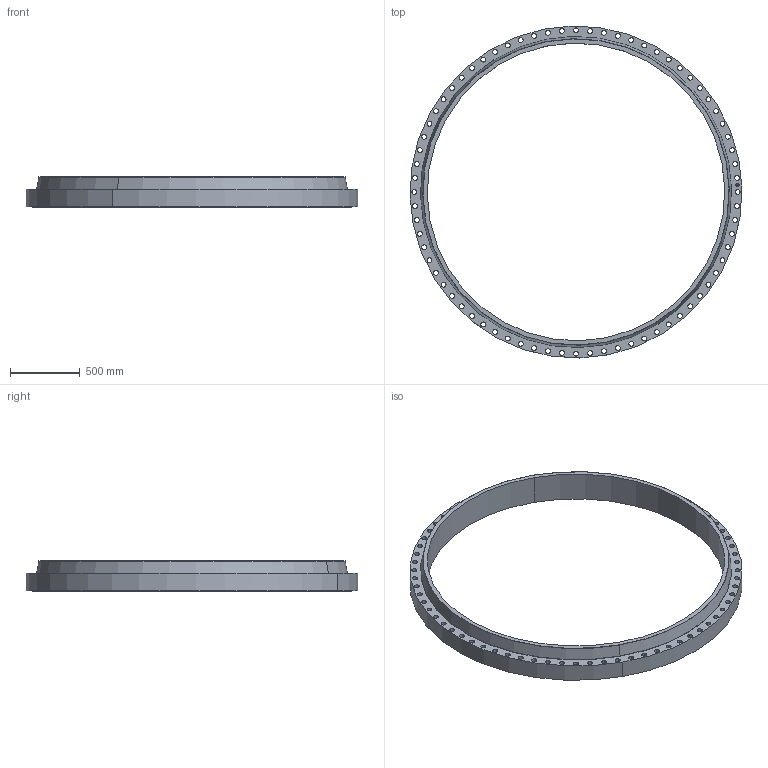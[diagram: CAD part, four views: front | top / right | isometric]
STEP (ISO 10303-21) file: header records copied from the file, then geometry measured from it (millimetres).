
FILE_DESCRIPTION(('3D STEP'),'2;1');
FILE_NAME('84-175-RF-SO-BCIS-FLANGE.stp','2013-09-15T13:23:15+00:00',('Texas Flange'),(''),'CATIA Version 5 Release 20 SP 6 (IN-10)','CATIA V5 STEP AP214','800-826-3801');
FILE_SCHEMA(('AUTOMOTIVE_DESIGN { 1 0 10303 214 1 1 1 1 }'));
Length unit declared in the file: inch
Products named in the file (1): 84-175-RF-SO-BCIS-FLANGE
Bounding box: 2386.94 x 2386.94 x 217.49 mm (x, y, z)
Volume: 128067634.2 mm3; surface area: 5569664.8 mm2
Topology: 1 solids, 1 shells, 617 faces, 2000 edges, 1332 vertices
Faces by surface type: plane 369, cylinder 242, torus 4, cone 2
Entity records: 23531 total; most frequent: ORIENTED_EDGE 4000, CARTESIAN_POINT 3766, DIRECTION 2866, EDGE_CURVE 2000, VECTOR 1360, LINE 1360, VERTEX_POINT 1332, AXIS2_PLACEMENT_3D 1074
